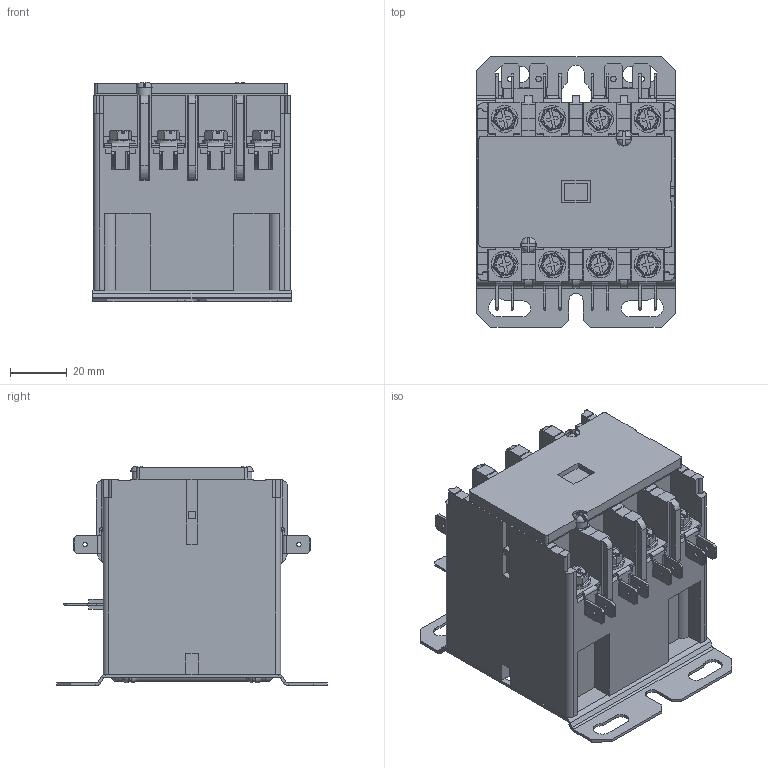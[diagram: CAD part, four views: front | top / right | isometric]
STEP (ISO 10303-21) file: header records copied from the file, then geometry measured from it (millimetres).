
FILE_DESCRIPTION (( 'STEP AP214' ), '1' );
FILE_NAME ('BDP4P20A277V.STEP', '2019-03-18T18:12:53', ( '' ), ( '' ), 'SwSTEP 2.0', 'SolidWorks 2013', '' );
FILE_SCHEMA (( 'AUTOMOTIVE_DESIGN' ));
Length unit declared in the file: millimetre
Products named in the file (9): BDP4P40A120V_02; BDP4P40A120V_06; BDP4P20A277V; BDP4P40A120V_04; Screw_01-1; BDP4P40A120V_01; Screw_01; BDP4P40A120V_03.-1; Bolt
Assembly tree (42 placements, depth 2):
  BDP4P20A277V
    BDP4P40A120V_02
    BDP4P40A120V_01
    Screw_01  x6
    BDP4P40A120V_04  x2
    BDP4P40A120V_03.-1  x8
    BDP4P40A120V_06  x8
    Bolt  x8
    Screw_01-1  x8
Bounding box: 70 x 95.5 x 77.35 mm (x, y, z)
Volume: 278438 mm3; surface area: 68771.4 mm2
Topology: 42 solids, 42 shells, 2051 faces, 5362 edges, 3442 vertices
Faces by surface type: plane 1283, cylinder 572, cone 108, torus 64, bspline 24
Entity records: 25131 total; most frequent: CARTESIAN_POINT 5837, ORIENTED_EDGE 3954, DIRECTION 3832, EDGE_CURVE 1977, LINE 1420, VECTOR 1420, VERTEX_POINT 1283, AXIS2_PLACEMENT_3D 1206
